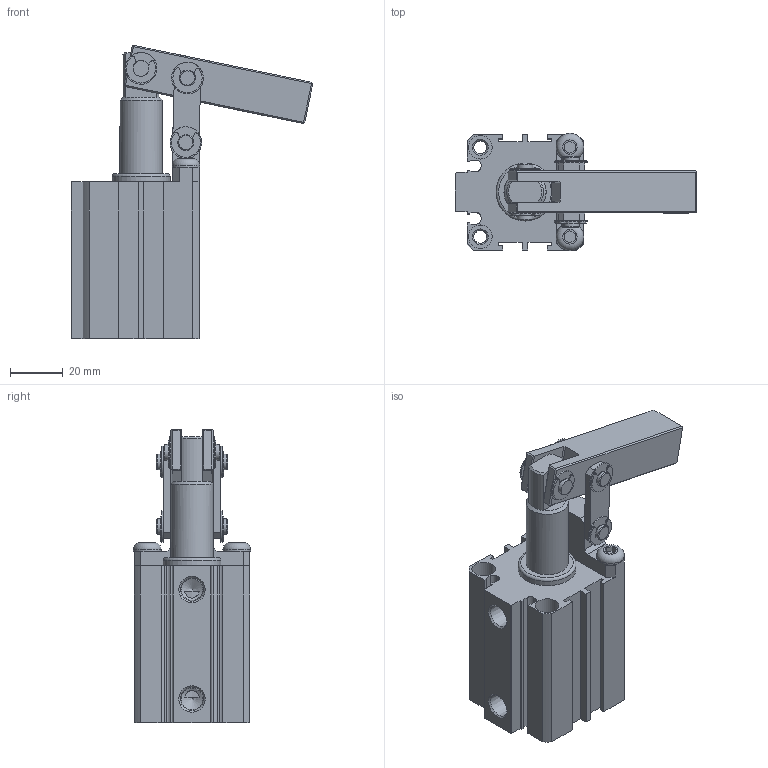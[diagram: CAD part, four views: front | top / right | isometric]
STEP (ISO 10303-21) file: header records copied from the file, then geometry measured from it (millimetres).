
FILE_DESCRIPTION( ( 'STEP AP203' ), '1' );
FILE_NAME( 'MCKB-32M-G(1).stp', '2020-07-17T09:31:58', ( 'License CC BY-ND 4.0' ), ( 'CADENAS' ), ' ', 'PARTsolutions', ' ' );
FILE_SCHEMA( ( 'CONFIG_CONTROL_DESIGN' ) );
Length unit declared in the file: millimetre
Products named in the file (5): MCKB-32M-G(1); _MCKB-32-GM_(1_b); _MCKB-32M-G_(1_r); _MCKB-32M-G_(1_pi); _MCKB-32M-G_(1_pl)
Assembly tree (4 placements, depth 2):
  MCKB-32M-G(1)
    _MCKB-32-GM_(1_b)
    _MCKB-32M-G_(1_r)
    _MCKB-32M-G_(1_pi)
    _MCKB-32M-G_(1_pl)
Bounding box: 91.67 x 44.5 x 111.3 mm (x, y, z)
Volume: 110553.3 mm3; surface area: 46283.5 mm2
Topology: 4 solids, 6 shells, 344 faces, 846 edges, 544 vertices
Faces by surface type: plane 230, cylinder 91, cone 20, torus 3
Full cylindrical faces by diameter (mm): 2.5 x2, 4.917 x8, 5.1 x4, 6 x14, 8 x2, 9 x6, 10.5 x2, 12 x6, 16 x2, 22 x1, 32 x2, 33.4 x1
Entity records: 9788 total; most frequent: CARTESIAN_POINT 1715, DIRECTION 1668, ORIENTED_EDGE 1498, EDGE_CURVE 749, AXIS2_PLACEMENT_3D 578, VERTEX_POINT 521, LINE 512, VECTOR 512
